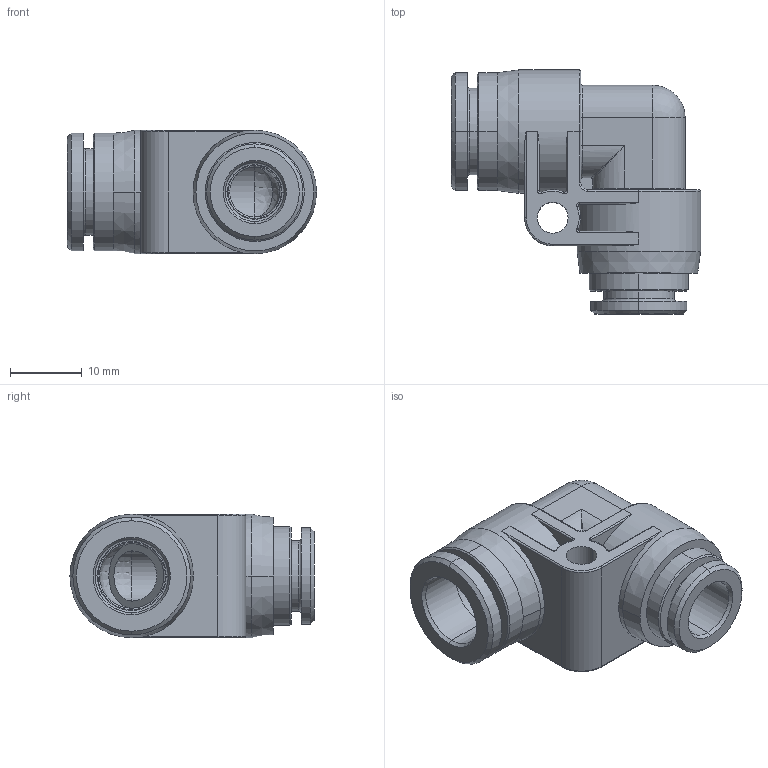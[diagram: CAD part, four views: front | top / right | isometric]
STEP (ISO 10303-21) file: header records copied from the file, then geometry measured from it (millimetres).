
FILE_DESCRIPTION(( 'MXP.28.10.08.stp' ), '1');
FILE_NAME( 'MXP.28.10.08.stp', '2021-02-22T15:44:31',( 'Sopra'),('sopra-pneumatic.com'), 'SwSTEP 2.0','SolidWorks 2009','' );
FILE_SCHEMA(('CONFIG_CONTROL_DESIGN'));
Length unit declared in the file: millimetre
Products named in the file (1): 367564B_955V-10-8FF
Bounding box: 34.7 x 34 x 17.2 mm (x, y, z)
Volume: 7302.9 mm3; surface area: 5363.1 mm2
Topology: 1 solids, 1 shells, 172 faces, 414 edges, 248 vertices
Faces by surface type: cylinder 78, torus 38, plane 34, cone 16, sphere 4, bspline 2
Entity records: 5517 total; most frequent: CARTESIAN_POINT 1389, DIRECTION 936, ORIENTED_EDGE 820, EDGE_CURVE 410, AXIS2_PLACEMENT_3D 388, VERTEX_POINT 248, CIRCLE 218, EDGE_LOOP 184
